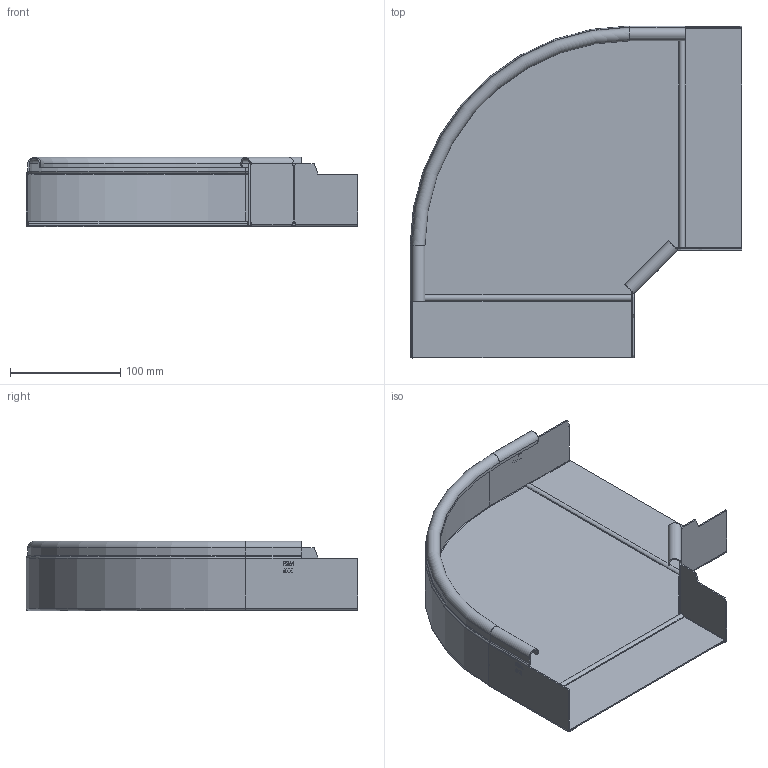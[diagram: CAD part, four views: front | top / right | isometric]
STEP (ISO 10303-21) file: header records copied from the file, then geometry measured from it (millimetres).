
FILE_DESCRIPTION((''),'2;1');
FILE_NAME('6041134_ASM','2012-10-01T',('AndreasKeweloh'),(''),'PRO/ENGINEER BY PARAMETRIC TECHNOLOGY CORPORATION, 2012230','PRO/ENGINEER BY PARAMETRIC TECHNOLOGY CORPORATION, 2012230','');
FILE_SCHEMA(('CONFIG_CONTROL_DESIGN'));
Length unit declared in the file: millimetre
Products named in the file (4): 6041134_INNENHOLM60; 6041134_BODENBLECH_200; 6041134_AUSSENHOLM_620; 6041134_ASM
Assembly tree (3 placements, depth 2):
  6041134_ASM
    6041134_INNENHOLM60
    6041134_BODENBLECH_200
    6041134_AUSSENHOLM_620
Bounding box: 301.35 x 301.35 x 63 mm (x, y, z)
Volume: 159719.6 mm3; surface area: 259163.8 mm2
Topology: 3 solids, 3 shells, 378 faces, 960 edges, 612 vertices
Faces by surface type: plane 238, cylinder 72, extrusion 52, bspline 8, torus 8
Entity records: 14001 total; most frequent: CARTESIAN_POINT 4944, ORIENTED_EDGE 1920, DIRECTION 1682, EDGE_CURVE 960, VECTOR 748, LINE 696, VERTEX_POINT 612, AXIS2_PLACEMENT_3D 467
